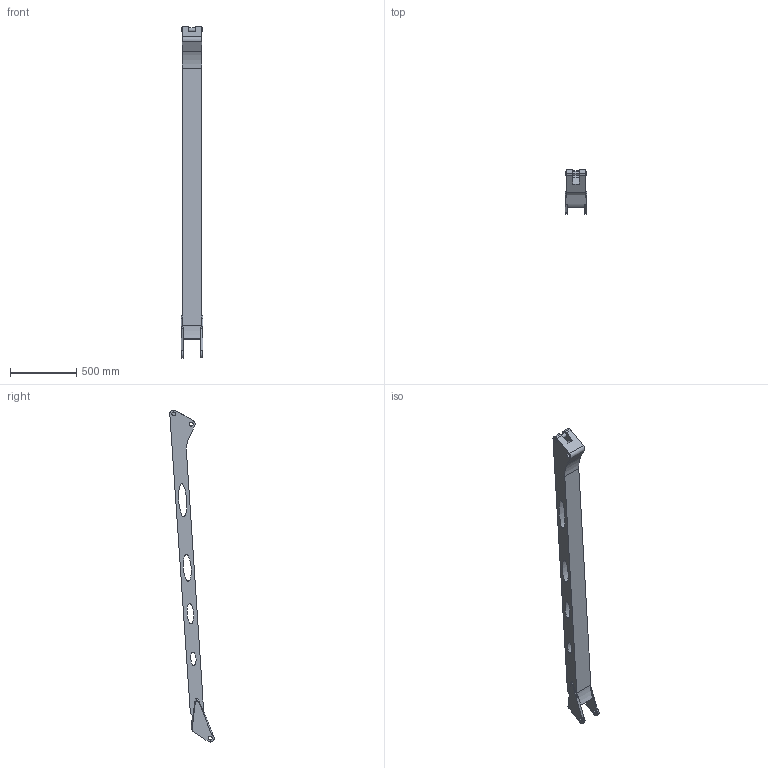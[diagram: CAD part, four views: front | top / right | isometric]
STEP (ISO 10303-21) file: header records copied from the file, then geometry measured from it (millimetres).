
FILE_DESCRIPTION (( 'STEP AP203' ), '1' );
FILE_NAME ('臂三_默认_sldprt.STEP', '2024-04-30T10:36:07', ( '' ), ( '' ), 'SwSTEP 2.0', 'SolidWorks 2022', '' );
FILE_SCHEMA (( 'CONFIG_CONTROL_DESIGN' ));
Length unit declared in the file: millimetre
Products named in the file (1): 臂三_默认_sldprt
Bounding box: 166 x 335.93 x 2514 mm (x, y, z)
Volume: 33723809 mm3; surface area: 1536148.6 mm2
Topology: 1 solids, 1 shells, 60 faces, 168 edges, 112 vertices
Faces by surface type: cylinder 28, plane 24, bspline 8
Entity records: 2077 total; most frequent: CARTESIAN_POINT 481, ORIENTED_EDGE 336, DIRECTION 298, EDGE_CURVE 168, VERTEX_POINT 112, AXIS2_PLACEMENT_3D 105, VECTOR 88, LINE 88
